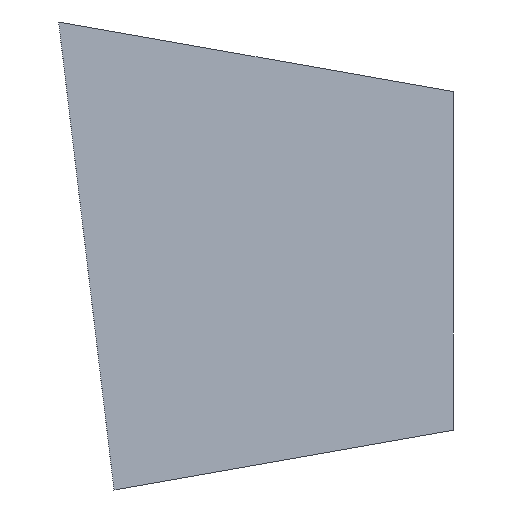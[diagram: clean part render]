
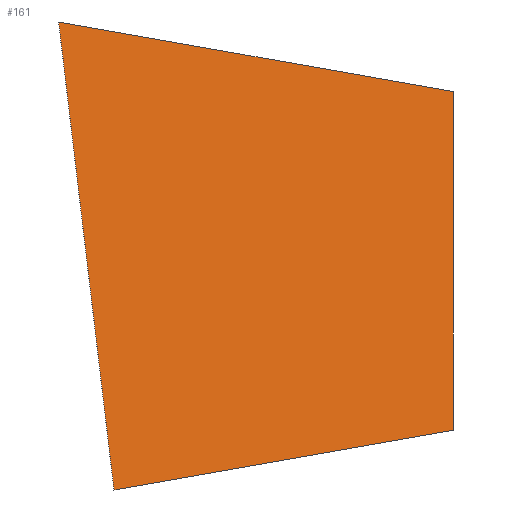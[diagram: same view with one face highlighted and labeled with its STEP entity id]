
A CAD part, front view. The second image highlights one B-rep face of the part: STEP entity #161.
In plain terms, the highlighted planar face has unit normal (0.385, -0.923, 0).
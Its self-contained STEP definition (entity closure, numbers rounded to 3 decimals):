
#106=CARTESIAN_POINT('Vertex',(8332.1,-78.69,1561.877)) ;
#113=CARTESIAN_POINT('Vertex',(8845.,135.295,1471.439)) ;
#130=CARTESIAN_POINT('Axis2P3D Location',(8887.354,152.965,1251.5)) ;
#136=CARTESIAN_POINT('Control Point',(8404.048,-48.673,953.809)) ;
#137=CARTESIAN_POINT('Control Point',(8332.1,-78.69,1561.877)) ;
#138=CARTESIAN_POINT('Vertex',(8404.048,-48.673,953.809)) ;
#142=CARTESIAN_POINT('Control Point',(8845.,135.295,1031.561)) ;
#143=CARTESIAN_POINT('Control Point',(8404.048,-48.673,953.809)) ;
#144=CARTESIAN_POINT('Vertex',(8845.,135.295,1031.561)) ;
#148=CARTESIAN_POINT('Control Point',(8845.,135.295,1031.561)) ;
#149=CARTESIAN_POINT('Control Point',(8845.,135.295,1471.439)) ;
#152=CARTESIAN_POINT('Control Point',(8845.,135.295,1471.439)) ;
#153=CARTESIAN_POINT('Control Point',(8332.1,-78.69,1561.877)) ;
#131=DIRECTION('Axis2P3D Direction',(0.385,-0.923,0.)) ;
#132=DIRECTION('Axis2P3D XDirection',(-0.923,-0.385,0.)) ;
#133=AXIS2_PLACEMENT_3D('Plane Axis2P3D',#130,#131,#132) ;
#156=ORIENTED_EDGE('',*,*,#140,.F.) ;
#157=ORIENTED_EDGE('',*,*,#146,.F.) ;
#158=ORIENTED_EDGE('',*,*,#150,.T.) ;
#159=ORIENTED_EDGE('',*,*,#154,.T.) ;
#161=ADVANCED_FACE('Wall-3',(#160),#134,.T.) ;
#135=B_SPLINE_CURVE_WITH_KNOTS('',1,(#136,#137),.UNSPECIFIED.,.F.,.U.,(2,2),(-306.523,306.523),.UNSPECIFIED.) ;
#141=B_SPLINE_CURVE_WITH_KNOTS('',1,(#142,#143),.UNSPECIFIED.,.F.,.U.,(2,2),(506589.448,507073.522),.UNSPECIFIED.) ;
#147=B_SPLINE_CURVE_WITH_KNOTS('',1,(#148,#149),.UNSPECIFIED.,.F.,.U.,(2,2),(-4999794.22,-4999354.341),.UNSPECIFIED.) ;
#151=B_SPLINE_CURVE_WITH_KNOTS('',1,(#152,#153),.UNSPECIFIED.,.F.,.U.,(2,2),(506589.452,507152.51),.UNSPECIFIED.) ;
#140=EDGE_CURVE('',#139,#107,#135,.T.) ;
#146=EDGE_CURVE('',#145,#139,#141,.T.) ;
#150=EDGE_CURVE('',#145,#114,#147,.T.) ;
#154=EDGE_CURVE('',#114,#107,#151,.T.) ;
#155=EDGE_LOOP('',(#156,#157,#158,#159)) ;
#160=FACE_OUTER_BOUND('',#155,.T.) ;
#134=PLANE('',#133) ;
#107=VERTEX_POINT('',#106) ;
#114=VERTEX_POINT('',#113) ;
#139=VERTEX_POINT('',#138) ;
#145=VERTEX_POINT('',#144) ;
